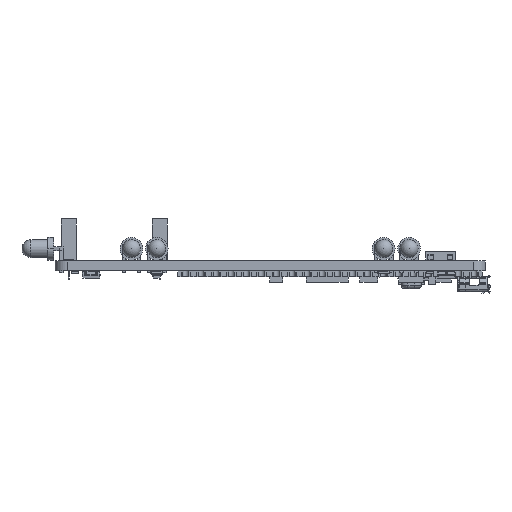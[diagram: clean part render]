
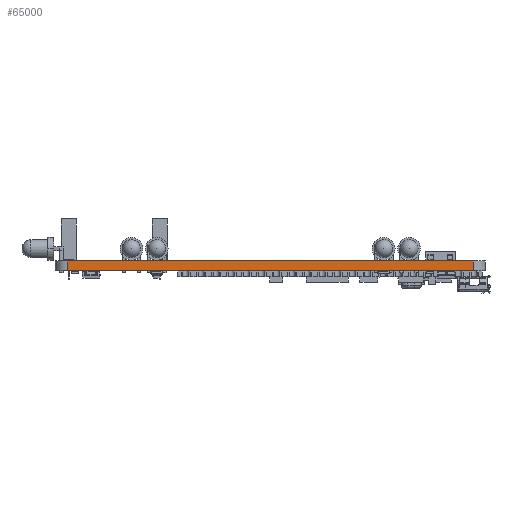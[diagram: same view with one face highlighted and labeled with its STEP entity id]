
A CAD part, left-side view. The second image highlights one B-rep face of the part: STEP entity #65000.
In plain terms, the highlighted planar face has unit normal (-1, 0, 0).
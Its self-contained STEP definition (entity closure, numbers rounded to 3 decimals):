
#63434 = VERTEX_POINT('',#63435);
#63435 = CARTESIAN_POINT('',(-4.5,-65.,0.));
#63442 = EDGE_CURVE('',#63434,#63443,#63445,.T.);
#63443 = VERTEX_POINT('',#63444);
#63444 = CARTESIAN_POINT('',(-4.5,3.,0.));
#63445 = LINE('',#63446,#63447);
#63446 = CARTESIAN_POINT('',(-4.5,-65.,0.));
#63447 = VECTOR('',#63448,1.);
#63448 = DIRECTION('',(0.,1.,0.));
#64212 = VERTEX_POINT('',#64213);
#64213 = CARTESIAN_POINT('',(-4.5,-65.,1.6));
#64220 = EDGE_CURVE('',#64212,#64221,#64223,.T.);
#64221 = VERTEX_POINT('',#64222);
#64222 = CARTESIAN_POINT('',(-4.5,3.,1.6));
#64223 = LINE('',#64224,#64225);
#64224 = CARTESIAN_POINT('',(-4.5,-65.,1.6));
#64225 = VECTOR('',#64226,1.);
#64226 = DIRECTION('',(0.,1.,0.));
#64970 = EDGE_CURVE('',#63443,#64221,#64971,.T.);
#64971 = LINE('',#64972,#64973);
#64972 = CARTESIAN_POINT('',(-4.5,3.,0.));
#64973 = VECTOR('',#64974,1.);
#64974 = DIRECTION('',(0.,0.,1.));
#65000 = ADVANCED_FACE('',(#65001),#65012,.T.);
#65001 = FACE_BOUND('',#65002,.T.);
#65002 = EDGE_LOOP('',(#65003,#65009,#65010,#65011));
#65003 = ORIENTED_EDGE('',*,*,#65004,.T.);
#65004 = EDGE_CURVE('',#63434,#64212,#65005,.T.);
#65005 = LINE('',#65006,#65007);
#65006 = CARTESIAN_POINT('',(-4.5,-65.,0.));
#65007 = VECTOR('',#65008,1.);
#65008 = DIRECTION('',(0.,0.,1.));
#65009 = ORIENTED_EDGE('',*,*,#64220,.T.);
#65010 = ORIENTED_EDGE('',*,*,#64970,.F.);
#65011 = ORIENTED_EDGE('',*,*,#63442,.F.);
#65012 = PLANE('',#65013);
#65013 = AXIS2_PLACEMENT_3D('',#65014,#65015,#65016);
#65014 = CARTESIAN_POINT('',(-4.5,-65.,0.));
#65015 = DIRECTION('',(-1.,0.,0.));
#65016 = DIRECTION('',(0.,1.,0.));
